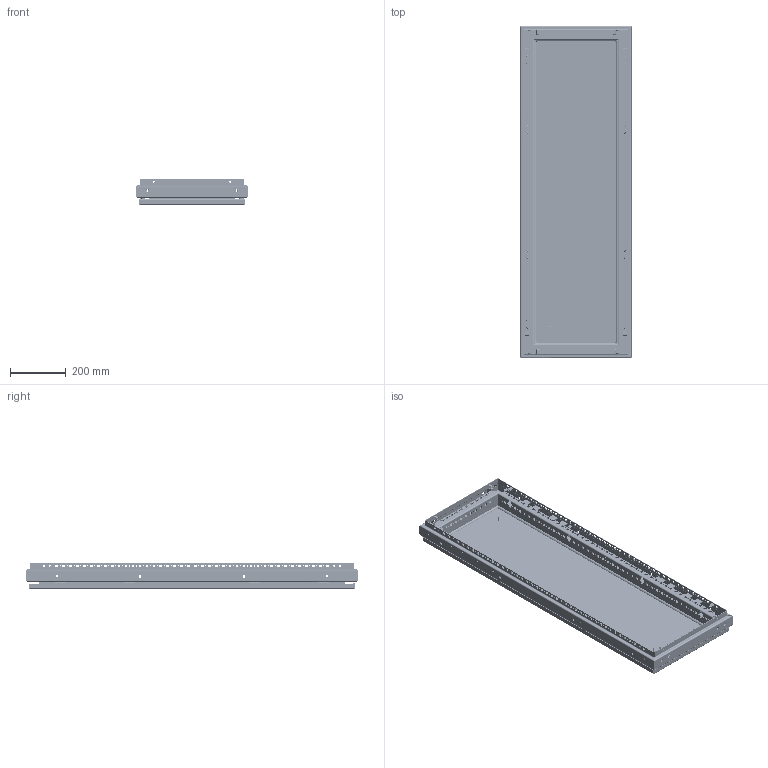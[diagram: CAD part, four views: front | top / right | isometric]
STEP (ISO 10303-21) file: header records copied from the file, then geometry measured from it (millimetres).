
FILE_DESCRIPTION (( 'STEP AP214' ), '1' );
FILE_NAME ('Ñâàðíàÿ ðàìà ñ çàäíåé ïàíåëüþ W400H1200.STEP', '2024-08-14T07:23:09', ( '' ), ( '' ), 'SwSTEP 2.0', 'SolidWorks 2021', '' );
FILE_SCHEMA (( 'AUTOMOTIVE_DESIGN' ));
Length unit declared in the file: millimetre
Products named in the file (19): Áîêîâîé ïðîôèëü1 H1200; Áîêîâîé ïðîôèëü2 H1200; Ñâàðíàÿ ðàìà ñ çàäíåé ïàíåëüþ W400H1200; Çàêëåïêà ðåçüáîâàÿ Ì8 øåñòèãðàííàÿ ñ óìåíüøåííûì áîðòîì; Ãàñêåòèíã çàäíåé ïàíåëè W400H1200; Ñâàðíàÿ ðàìà W400H1200; Âèíò Ì6õ16 ìåáåëüíûé; Ãîðèçîíòàëüíûé ïðîôèëü2 W400; 600.000; Áîêîâîé ïðîôèëü H1200; Ãîðèçîíòàëüíûé ïðîôèëü W400; Áîáûøêà; Êðåïëåíèå çàäíåé ïàíåëè; Øïèëüêà ïðèâàðíàÿ Ì6õ16; Çàäíÿÿ ïàíåëü ÑÁ W400H1200; Çàêëåïêà ðåçüáîâàÿ Ì6 øåñòèãðàííàÿ ñ óìåíüøåííûì áîðòîì; Ãàéêà êëåòüåâàÿ DIN 88109-Ì6-(1,7-2,5)-Zn ; Çàäíÿÿ ïàíåëü W400H1200; Ãîðèçîíòàëüíûé ïðîôèëü1 W400
Assembly tree (92 placements, depth 4):
  Ñâàðíàÿ ðàìà ñ çàäíåé ïàíåëüþ W400H1200
    Ñâàðíàÿ ðàìà W400H1200
      Ãîðèçîíòàëüíûé ïðîôèëü W400  x2
        Ãîðèçîíòàëüíûé ïðîôèëü1 W400
        Ãîðèçîíòàëüíûé ïðîôèëü2 W400
        600.000
        Áîáûøêà
      Áîêîâîé ïðîôèëü H1200  x2
        Áîêîâîé ïðîôèëü1 H1200
        Áîêîâîé ïðîôèëü2 H1200
      Çàêëåïêà ðåçüáîâàÿ Ì8 øåñòèãðàííàÿ ñ óìåíüøåííûì áîðòîì  x8
      Çàêëåïêà ðåçüáîâàÿ Ì6 øåñòèãðàííàÿ ñ óìåíüøåííûì áîðòîì  x26
    Çàäíÿÿ ïàíåëü ÑÁ W400H1200
      Çàäíÿÿ ïàíåëü W400H1200
      Ãàñêåòèíã çàäíåé ïàíåëè W400H1200
      Øïèëüêà ïðèâàðíàÿ Ì6õ16  x2
    Êðåïëåíèå çàäíåé ïàíåëè  x8
    Âèíò Ì6õ16 ìåáåëüíûé  x24
    Ãàéêà êëåòüåâàÿ DIN 88109-Ì6-(1,7-2,5)-Zn   x8
Bounding box: 401.2 x 1196 x 90.9 mm (x, y, z)
Volume: 2351591.1 mm3; surface area: 2596330.3 mm2
Topology: 94 solids, 94 shells, 7548 faces, 19772 edges, 12458 vertices
Faces by surface type: plane 3949, cylinder 2825, cone 472, bspline 250, torus 52
Entity records: 68080 total; most frequent: CARTESIAN_POINT 19008, ORIENTED_EDGE 10032, DIRECTION 9541, EDGE_CURVE 5016, LINE 3709, VECTOR 3709, VERTEX_POINT 3234, AXIS2_PLACEMENT_3D 2916
